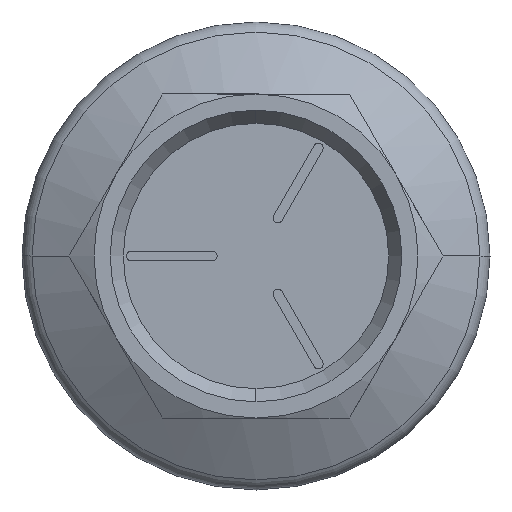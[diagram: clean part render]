
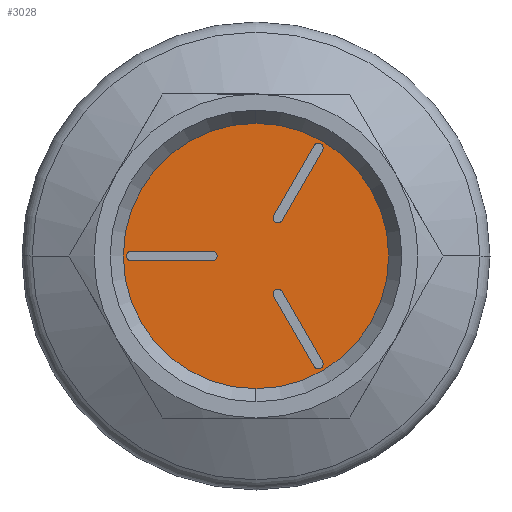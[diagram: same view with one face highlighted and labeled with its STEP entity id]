
A CAD part, left-side view. The second image highlights one B-rep face of the part: STEP entity #3028.
In plain terms, the highlighted planar face has unit normal (-1, 0, 0).
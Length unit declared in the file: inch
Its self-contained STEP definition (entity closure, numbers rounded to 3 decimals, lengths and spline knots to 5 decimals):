
#22 = ORIENTED_EDGE ( 'NONE', *, *, #1488, .F. ) ;
#50 = LINE ( 'NONE', #385, #899 ) ;
#74 = AXIS2_PLACEMENT_3D ( 'NONE', #372, #4334, #3242 ) ;
#103 = CARTESIAN_POINT ( 'NONE',  ( -0.35807, -0.03066, 0.06998 ) ) ;
#116 = DIRECTION ( 'NONE',  ( 0., 0.866, -0.5 ) ) ;
#165 = LINE ( 'NONE', #957, #4048 ) ;
#192 = CARTESIAN_POINT ( 'NONE',  ( -0.35807, 0.07594, 0.00844 ) ) ;
#237 = CIRCLE ( 'NONE', #3544, 0.23033 ) ;
#372 = CARTESIAN_POINT ( 'NONE',  ( -0.35807, -0.10828, -0.18755 ) ) ;
#380 = ORIENTED_EDGE ( 'NONE', *, *, #2017, .T. ) ;
#385 = CARTESIAN_POINT ( 'NONE',  ( -0.35807, -0.11559, 0.18333 ) ) ;
#482 = VECTOR ( 'NONE', #2408, 39.37008 ) ;
#484 = AXIS2_PLACEMENT_3D ( 'NONE', #4562, #2202, #4609 ) ;
#505 = DIRECTION ( 'NONE',  ( -1., 0., 0. ) ) ;
#520 = VERTEX_POINT ( 'NONE', #3820 ) ;
#525 = DIRECTION ( 'NONE',  ( 0., 0.5, -0.866 ) ) ;
#528 = DIRECTION ( 'NONE',  ( 0., -0.866, -0.5 ) ) ;
#572 = AXIS2_PLACEMENT_3D ( 'NONE', #3271, #505, #116 ) ;
#578 = DIRECTION ( 'NONE',  ( 0., 0., 1. ) ) ;
#622 = FACE_OUTER_BOUND ( 'NONE', #2577, .T. ) ;
#672 = LINE ( 'NONE', #2225, #889 ) ;
#792 = DIRECTION ( 'NONE',  ( 0., 0., 1. ) ) ;
#874 = CARTESIAN_POINT ( 'NONE',  ( -0.35807, -0.10828, 0.18755 ) ) ;
#889 = VECTOR ( 'NONE', #3318, 39.37008 ) ;
#899 = VECTOR ( 'NONE', #2739, 39.37008 ) ;
#911 = DIRECTION ( 'NONE',  ( 0., 0.5, 0.866 ) ) ;
#926 = EDGE_CURVE ( 'NONE', #3023, #5080, #4697, .T. ) ;
#957 = CARTESIAN_POINT ( 'NONE',  ( -0.35807, -0.10097, 0.19177 ) ) ;
#959 = DIRECTION ( 'NONE',  ( 0., 0., 1. ) ) ;
#978 = CARTESIAN_POINT ( 'NONE',  ( -0.35807, -0.11559, -0.18333 ) ) ;
#1008 = PLANE ( 'NONE',  #4938 ) ;
#1167 = DIRECTION ( 'NONE',  ( 0., 0., 1. ) ) ;
#1169 = DIRECTION ( 'NONE',  ( -1., 0., 0. ) ) ;
#1210 = DIRECTION ( 'NONE',  ( -1., 0., 0. ) ) ;
#1229 = CIRCLE ( 'NONE', #1815, 0.00844 ) ;
#1289 = CARTESIAN_POINT ( 'NONE',  ( -0.35807, 0.21656, 0.00844 ) ) ;
#1297 = CARTESIAN_POINT ( 'NONE',  ( -0.35807, -0.10828, 0.18755 ) ) ;
#1326 = CARTESIAN_POINT ( 'NONE',  ( -0.35807, 0., 0. ) ) ;
#1349 = EDGE_CURVE ( 'NONE', #2836, #2501, #5025, .T. ) ;
#1365 = EDGE_LOOP ( 'NONE', ( #1972, #1470, #3030, #1620 ) ) ;
#1430 = CARTESIAN_POINT ( 'NONE',  ( -0.35807, -0.11672, 0.18755 ) ) ;
#1470 = ORIENTED_EDGE ( 'NONE', *, *, #1944, .F. ) ;
#1488 = EDGE_CURVE ( 'NONE', #5005, #3521, #4857, .T. ) ;
#1506 = DIRECTION ( 'NONE',  ( -1., 0., 0. ) ) ;
#1527 = VERTEX_POINT ( 'NONE', #4767 ) ;
#1585 = EDGE_LOOP ( 'NONE', ( #22, #4047, #2457, #1791, #2660 ) ) ;
#1587 = DIRECTION ( 'NONE',  ( -1., 0., 0. ) ) ;
#1620 = ORIENTED_EDGE ( 'NONE', *, *, #1881, .F. ) ;
#1777 = ORIENTED_EDGE ( 'NONE', *, *, #4161, .F. ) ;
#1791 = ORIENTED_EDGE ( 'NONE', *, *, #3020, .F. ) ;
#1796 = EDGE_CURVE ( 'NONE', #4307, #3165, #4933, .T. ) ;
#1805 = VECTOR ( 'NONE', #3113, 39.37008 ) ;
#1815 = AXIS2_PLACEMENT_3D ( 'NONE', #2047, #2456, #3604 ) ;
#1820 = AXIS2_PLACEMENT_3D ( 'NONE', #4025, #1169, #2030 ) ;
#1864 = CARTESIAN_POINT ( 'NONE',  ( -0.35807, -0.11559, 0.18333 ) ) ;
#1870 = CARTESIAN_POINT ( 'NONE',  ( -0.35807, -0.03066, -0.06998 ) ) ;
#1881 = EDGE_CURVE ( 'NONE', #2501, #2436, #672, .T. ) ;
#1887 = CARTESIAN_POINT ( 'NONE',  ( -0.35807, -0.10097, 0.19177 ) ) ;
#1892 = LINE ( 'NONE', #3549, #1805 ) ;
#1904 = CIRCLE ( 'NONE', #5032, 0.00844 ) ;
#1940 = VERTEX_POINT ( 'NONE', #3912 ) ;
#1944 = EDGE_CURVE ( 'NONE', #3239, #2836, #1892, .T. ) ;
#1972 = ORIENTED_EDGE ( 'NONE', *, *, #1349, .F. ) ;
#1996 = CARTESIAN_POINT ( 'NONE',  ( -0.35807, -0.11672, -0.18755 ) ) ;
#2017 = EDGE_CURVE ( 'NONE', #1527, #520, #237, .T. ) ;
#2030 = DIRECTION ( 'NONE',  ( 0., 0., 1. ) ) ;
#2047 = CARTESIAN_POINT ( 'NONE',  ( -0.35807, -0.10828, -0.18755 ) ) ;
#2184 = CARTESIAN_POINT ( 'NONE',  ( -0.35807, 0.21656, -0.00844 ) ) ;
#2202 = DIRECTION ( 'NONE',  ( -1., 0., 0. ) ) ;
#2205 = CARTESIAN_POINT ( 'NONE',  ( -0.35807, 0., 0. ) ) ;
#2225 = CARTESIAN_POINT ( 'NONE',  ( -0.35807, 0.21656, -0.00844 ) ) ;
#2231 = DIRECTION ( 'NONE',  ( -1., 0., 0. ) ) ;
#2292 = EDGE_CURVE ( 'NONE', #1940, #3412, #4132, .T. ) ;
#2302 = AXIS2_PLACEMENT_3D ( 'NONE', #4355, #1587, #1167 ) ;
#2383 = ORIENTED_EDGE ( 'NONE', *, *, #2488, .T. ) ;
#2408 = DIRECTION ( 'NONE',  ( 0., -0.5, -0.866 ) ) ;
#2436 = VERTEX_POINT ( 'NONE', #3346 ) ;
#2456 = DIRECTION ( 'NONE',  ( -1., 0., 0. ) ) ;
#2457 = ORIENTED_EDGE ( 'NONE', *, *, #2292, .F. ) ;
#2488 = EDGE_CURVE ( 'NONE', #520, #1527, #5104, .T. ) ;
#2495 = DIRECTION ( 'NONE',  ( -1., 0., 0. ) ) ;
#2501 = VERTEX_POINT ( 'NONE', #2184 ) ;
#2506 = LINE ( 'NONE', #4377, #482 ) ;
#2577 = EDGE_LOOP ( 'NONE', ( #2383, #380 ) ) ;
#2588 = FACE_BOUND ( 'NONE', #3800, .T. ) ;
#2660 = ORIENTED_EDGE ( 'NONE', *, *, #3562, .F. ) ;
#2739 = DIRECTION ( 'NONE',  ( 0., -0.5, 0.866 ) ) ;
#2836 = VERTEX_POINT ( 'NONE', #1289 ) ;
#2902 = EDGE_CURVE ( 'NONE', #5080, #4307, #165, .T. ) ;
#2970 = AXIS2_PLACEMENT_3D ( 'NONE', #1326, #2231, #959 ) ;
#3020 = EDGE_CURVE ( 'NONE', #3696, #1940, #4537, .T. ) ;
#3023 = VERTEX_POINT ( 'NONE', #1430 ) ;
#3028 = ADVANCED_FACE ( 'NONE', ( #2588, #4565, #3785, #622 ), #1008, .T. ) ;
#3030 = ORIENTED_EDGE ( 'NONE', *, *, #4542, .F. ) ;
#3113 = DIRECTION ( 'NONE',  ( 0., 1., 0. ) ) ;
#3165 = VERTEX_POINT ( 'NONE', #4078 ) ;
#3227 = ORIENTED_EDGE ( 'NONE', *, *, #3467, .F. ) ;
#3239 = VERTEX_POINT ( 'NONE', #192 ) ;
#3242 = DIRECTION ( 'NONE',  ( 0., 0.866, -0.5 ) ) ;
#3271 = CARTESIAN_POINT ( 'NONE',  ( -0.35807, -0.03797, -0.06576 ) ) ;
#3318 = DIRECTION ( 'NONE',  ( 0., -1., 0. ) ) ;
#3346 = CARTESIAN_POINT ( 'NONE',  ( -0.35807, 0.07594, -0.00844 ) ) ;
#3357 = ORIENTED_EDGE ( 'NONE', *, *, #2902, .F. ) ;
#3412 = VERTEX_POINT ( 'NONE', #1870 ) ;
#3467 = EDGE_CURVE ( 'NONE', #3859, #3023, #1904, .T. ) ;
#3521 = VERTEX_POINT ( 'NONE', #1996 ) ;
#3544 = AXIS2_PLACEMENT_3D ( 'NONE', #4275, #1506, #792 ) ;
#3549 = CARTESIAN_POINT ( 'NONE',  ( -0.35807, 0.21656, 0.00844 ) ) ;
#3562 = EDGE_CURVE ( 'NONE', #3521, #3696, #1229, .T. ) ;
#3604 = DIRECTION ( 'NONE',  ( 0., 0.866, -0.5 ) ) ;
#3632 = VECTOR ( 'NONE', #911, 39.37008 ) ;
#3684 = DIRECTION ( 'NONE',  ( -1., 0., 0. ) ) ;
#3695 = ORIENTED_EDGE ( 'NONE', *, *, #926, .F. ) ;
#3696 = VERTEX_POINT ( 'NONE', #978 ) ;
#3785 = FACE_BOUND ( 'NONE', #1365, .T. ) ;
#3800 = EDGE_LOOP ( 'NONE', ( #3227, #1777, #4835, #3357, #3695 ) ) ;
#3820 = CARTESIAN_POINT ( 'NONE',  ( -0.35807, 0., 0.23033 ) ) ;
#3859 = VERTEX_POINT ( 'NONE', #1864 ) ;
#3912 = CARTESIAN_POINT ( 'NONE',  ( -0.35807, -0.04528, -0.06155 ) ) ;
#4019 = DIRECTION ( 'NONE',  ( 0., -0.866, -0.5 ) ) ;
#4025 = CARTESIAN_POINT ( 'NONE',  ( -0.35807, 0.07594, 0. ) ) ;
#4047 = ORIENTED_EDGE ( 'NONE', *, *, #4766, .F. ) ;
#4048 = VECTOR ( 'NONE', #525, 39.37008 ) ;
#4078 = CARTESIAN_POINT ( 'NONE',  ( -0.35807, -0.04528, 0.06155 ) ) ;
#4098 = CARTESIAN_POINT ( 'NONE',  ( -0.35807, -0.11559, -0.18333 ) ) ;
#4132 = CIRCLE ( 'NONE', #572, 0.00844 ) ;
#4161 = EDGE_CURVE ( 'NONE', #3165, #3859, #50, .T. ) ;
#4208 = CIRCLE ( 'NONE', #1820, 0.00844 ) ;
#4275 = CARTESIAN_POINT ( 'NONE',  ( -0.35807, 0., 0. ) ) ;
#4307 = VERTEX_POINT ( 'NONE', #103 ) ;
#4334 = DIRECTION ( 'NONE',  ( -1., 0., 0. ) ) ;
#4355 = CARTESIAN_POINT ( 'NONE',  ( -0.35807, 0.21656, 0. ) ) ;
#4366 = AXIS2_PLACEMENT_3D ( 'NONE', #1297, #2495, #528 ) ;
#4377 = CARTESIAN_POINT ( 'NONE',  ( -0.35807, -0.10097, -0.19177 ) ) ;
#4505 = CARTESIAN_POINT ( 'NONE',  ( -0.35807, -0.10097, -0.19177 ) ) ;
#4537 = LINE ( 'NONE', #4098, #3632 ) ;
#4542 = EDGE_CURVE ( 'NONE', #2436, #3239, #4208, .T. ) ;
#4562 = CARTESIAN_POINT ( 'NONE',  ( -0.35807, -0.03797, 0.06576 ) ) ;
#4565 = FACE_BOUND ( 'NONE', #1585, .T. ) ;
#4609 = DIRECTION ( 'NONE',  ( 0., -0.866, -0.5 ) ) ;
#4697 = CIRCLE ( 'NONE', #4366, 0.00844 ) ;
#4766 = EDGE_CURVE ( 'NONE', #3412, #5005, #2506, .T. ) ;
#4767 = CARTESIAN_POINT ( 'NONE',  ( -0.35807, 0., -0.23033 ) ) ;
#4835 = ORIENTED_EDGE ( 'NONE', *, *, #1796, .F. ) ;
#4857 = CIRCLE ( 'NONE', #74, 0.00844 ) ;
#4933 = CIRCLE ( 'NONE', #484, 0.00844 ) ;
#4938 = AXIS2_PLACEMENT_3D ( 'NONE', #2205, #3684, #578 ) ;
#5005 = VERTEX_POINT ( 'NONE', #4505 ) ;
#5025 = CIRCLE ( 'NONE', #2302, 0.00844 ) ;
#5032 = AXIS2_PLACEMENT_3D ( 'NONE', #874, #1210, #4019 ) ;
#5080 = VERTEX_POINT ( 'NONE', #1887 ) ;
#5104 = CIRCLE ( 'NONE', #2970, 0.23033 ) ;
